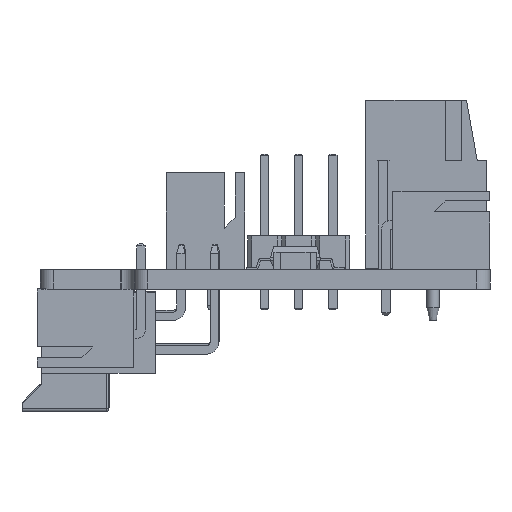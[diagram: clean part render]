
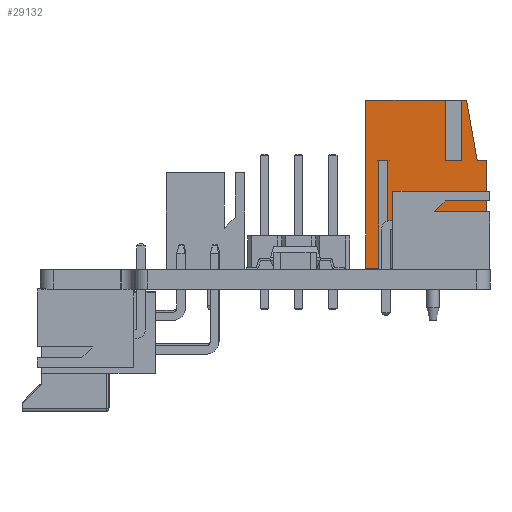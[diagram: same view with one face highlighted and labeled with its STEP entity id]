
A CAD part, left-side view. The second image highlights one B-rep face of the part: STEP entity #29132.
In plain terms, the highlighted planar face has unit normal (-1, 0, 0).
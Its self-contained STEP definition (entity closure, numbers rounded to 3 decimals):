
#2568=PLANE('',#31210);
#4104=FACE_OUTER_BOUND('',#5893,.T.);
#5893=EDGE_LOOP('',(#27011,#27012,#27013,#27014,#27015,#27016,#27017,#27018,
#27019,#27020,#27021,#27022,#27023,#27024,#27025,#27026,#27027,#27028));
#8993=LINE('',#47735,#12295);
#8997=LINE('',#47743,#12299);
#9005=LINE('',#47774,#12307);
#9008=LINE('',#47780,#12310);
#9033=LINE('',#47829,#12335);
#9043=LINE('',#47848,#12345);
#9051=LINE('',#47865,#12353);
#9159=LINE('',#48113,#12461);
#9170=LINE('',#48136,#12472);
#9171=LINE('',#48138,#12473);
#9178=LINE('',#48155,#12480);
#9183=LINE('',#48163,#12485);
#9185=LINE('',#48167,#12487);
#9191=LINE('',#48182,#12493);
#9195=LINE('',#48189,#12497);
#9198=LINE('',#48194,#12500);
#9199=LINE('',#48197,#12501);
#9201=LINE('',#48200,#12503);
#12295=VECTOR('',#37799,1000.);
#12299=VECTOR('',#37803,1000.);
#12307=VECTOR('',#37829,1000.);
#12310=VECTOR('',#37834,1000.);
#12335=VECTOR('',#37863,1000.);
#12345=VECTOR('',#37877,1000.);
#12353=VECTOR('',#37887,1000.);
#12461=VECTOR('',#38121,1000.);
#12472=VECTOR('',#38146,1000.);
#12473=VECTOR('',#38149,1000.);
#12480=VECTOR('',#38168,1000.);
#12485=VECTOR('',#38175,1000.);
#12487=VECTOR('',#38181,1000.);
#12493=VECTOR('',#38197,1000.);
#12497=VECTOR('',#38203,1000.);
#12500=VECTOR('',#38210,1000.);
#12501=VECTOR('',#38213,1000.);
#12503=VECTOR('',#38217,1000.);
#15314=VERTEX_POINT('',#47732);
#15315=VERTEX_POINT('',#47734);
#15318=VERTEX_POINT('',#47740);
#15319=VERTEX_POINT('',#47742);
#15331=VERTEX_POINT('',#47770);
#15333=VERTEX_POINT('',#47773);
#15335=VERTEX_POINT('',#47778);
#15356=VERTEX_POINT('',#47826);
#15357=VERTEX_POINT('',#47828);
#15364=VERTEX_POINT('',#47847);
#15372=VERTEX_POINT('',#47863);
#15448=VERTEX_POINT('',#48110);
#15449=VERTEX_POINT('',#48112);
#15457=VERTEX_POINT('',#48153);
#15458=VERTEX_POINT('',#48154);
#15463=VERTEX_POINT('',#48180);
#15464=VERTEX_POINT('',#48181);
#15467=VERTEX_POINT('',#48196);
#19103=EDGE_CURVE('',#15314,#15315,#8993,.T.);
#19107=EDGE_CURVE('',#15318,#15319,#8997,.T.);
#19122=EDGE_CURVE('',#15333,#15331,#9005,.T.);
#19125=EDGE_CURVE('',#15314,#15335,#9008,.T.);
#19150=EDGE_CURVE('',#15356,#15357,#9033,.T.);
#19161=EDGE_CURVE('',#15364,#15357,#9043,.T.);
#19170=EDGE_CURVE('',#15335,#15372,#9051,.T.);
#19295=EDGE_CURVE('',#15448,#15449,#9159,.T.);
#19308=EDGE_CURVE('',#15449,#15331,#9170,.T.);
#19309=EDGE_CURVE('',#15448,#15364,#9171,.T.);
#19316=EDGE_CURVE('',#15457,#15458,#9178,.T.);
#19321=EDGE_CURVE('',#15457,#15318,#9183,.T.);
#19323=EDGE_CURVE('',#15458,#15315,#9185,.T.);
#19329=EDGE_CURVE('',#15463,#15464,#9191,.T.);
#19333=EDGE_CURVE('',#15463,#15333,#9195,.T.);
#19336=EDGE_CURVE('',#15464,#15372,#9198,.T.);
#19337=EDGE_CURVE('',#15467,#15319,#9199,.T.);
#19339=EDGE_CURVE('',#15356,#15467,#9201,.T.);
#27011=ORIENTED_EDGE('',*,*,#19321,.F.);
#27012=ORIENTED_EDGE('',*,*,#19316,.T.);
#27013=ORIENTED_EDGE('',*,*,#19323,.T.);
#27014=ORIENTED_EDGE('',*,*,#19103,.F.);
#27015=ORIENTED_EDGE('',*,*,#19125,.T.);
#27016=ORIENTED_EDGE('',*,*,#19170,.T.);
#27017=ORIENTED_EDGE('',*,*,#19336,.F.);
#27018=ORIENTED_EDGE('',*,*,#19329,.F.);
#27019=ORIENTED_EDGE('',*,*,#19333,.T.);
#27020=ORIENTED_EDGE('',*,*,#19122,.T.);
#27021=ORIENTED_EDGE('',*,*,#19308,.F.);
#27022=ORIENTED_EDGE('',*,*,#19295,.F.);
#27023=ORIENTED_EDGE('',*,*,#19309,.T.);
#27024=ORIENTED_EDGE('',*,*,#19161,.T.);
#27025=ORIENTED_EDGE('',*,*,#19150,.F.);
#27026=ORIENTED_EDGE('',*,*,#19339,.T.);
#27027=ORIENTED_EDGE('',*,*,#19337,.T.);
#27028=ORIENTED_EDGE('',*,*,#19107,.F.);
#29132=ADVANCED_FACE('',(#4104),#2568,.F.);
#31210=AXIS2_PLACEMENT_3D('',#48201,#38218,#38219);
#37799=DIRECTION('',(0.,-1.,0.));
#37803=DIRECTION('',(0.,-1.,0.));
#37829=DIRECTION('',(0.,-1.,0.));
#37834=DIRECTION('',(0.,0.,-1.));
#37863=DIRECTION('',(0.,0.,-1.));
#37877=DIRECTION('',(0.,-1.,0.));
#37887=DIRECTION('',(0.,-1.,0.));
#38121=DIRECTION('',(0.,1.,0.));
#38146=DIRECTION('',(0.,0.,1.));
#38149=DIRECTION('',(0.,0.,1.));
#38168=DIRECTION('',(0.,1.,0.));
#38175=DIRECTION('',(0.,0.,1.));
#38181=DIRECTION('',(0.,0.,1.));
#38197=DIRECTION('',(0.,1.,0.));
#38203=DIRECTION('',(0.,0.,-1.));
#38210=DIRECTION('',(0.,0.,-1.));
#38213=DIRECTION('',(0.,0.175,0.985));
#38217=DIRECTION('',(0.,1.,0.));
#38218=DIRECTION('center_axis',(1.,0.,0.));
#38219=DIRECTION('ref_axis',(0.,1.,0.));
#47732=CARTESIAN_POINT('',(-5.,5.,12.5));
#47734=CARTESIAN_POINT('',(-5.,-1.15,12.5));
#47735=CARTESIAN_POINT('',(-5.,5.,12.5));
#47740=CARTESIAN_POINT('',(-5.,-1.85,12.5));
#47742=CARTESIAN_POINT('',(-5.,-2.5,12.5));
#47743=CARTESIAN_POINT('',(-5.,5.,12.5));
#47770=CARTESIAN_POINT('',(-5.,2.5,0.));
#47773=CARTESIAN_POINT('',(-5.,3.35,0.));
#47774=CARTESIAN_POINT('',(-5.,5.,0.));
#47778=CARTESIAN_POINT('',(-5.,5.,0.));
#47780=CARTESIAN_POINT('',(-5.,5.,12.5));
#47826=CARTESIAN_POINT('',(-5.,-4.,8.));
#47828=CARTESIAN_POINT('',(-5.,-4.,0.));
#47829=CARTESIAN_POINT('',(-5.,-4.,12.5));
#47847=CARTESIAN_POINT('',(-5.,-3.9,0.));
#47848=CARTESIAN_POINT('',(-5.,5.,0.));
#47863=CARTESIAN_POINT('',(-5.,4.05,0.));
#47865=CARTESIAN_POINT('',(-5.,5.,0.));
#48110=CARTESIAN_POINT('',(-5.,-3.9,-0.1));
#48112=CARTESIAN_POINT('',(-5.,2.5,-0.1));
#48113=CARTESIAN_POINT('',(-5.,-3.9,-0.1));
#48136=CARTESIAN_POINT('',(-5.,2.5,-0.1));
#48138=CARTESIAN_POINT('',(-5.,-3.9,-0.1));
#48153=CARTESIAN_POINT('',(-5.,-1.85,8.));
#48154=CARTESIAN_POINT('',(-5.,-1.15,8.));
#48155=CARTESIAN_POINT('',(-5.,-1.85,8.));
#48163=CARTESIAN_POINT('',(-5.,-1.85,8.));
#48167=CARTESIAN_POINT('',(-5.,-1.15,8.));
#48180=CARTESIAN_POINT('',(-5.,3.35,8.));
#48181=CARTESIAN_POINT('',(-5.,4.05,8.));
#48182=CARTESIAN_POINT('',(-5.,3.35,8.));
#48189=CARTESIAN_POINT('',(-5.,3.35,8.));
#48194=CARTESIAN_POINT('',(-5.,4.05,8.));
#48196=CARTESIAN_POINT('',(-5.,-3.3,8.));
#48197=CARTESIAN_POINT('',(-5.,-2.27,13.792));
#48200=CARTESIAN_POINT('',(-5.,5.,8.));
#48201=CARTESIAN_POINT('Origin',(-5.,5.,12.5));
